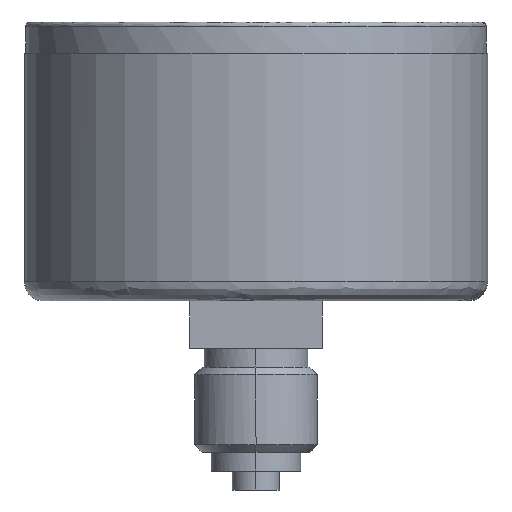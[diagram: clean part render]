
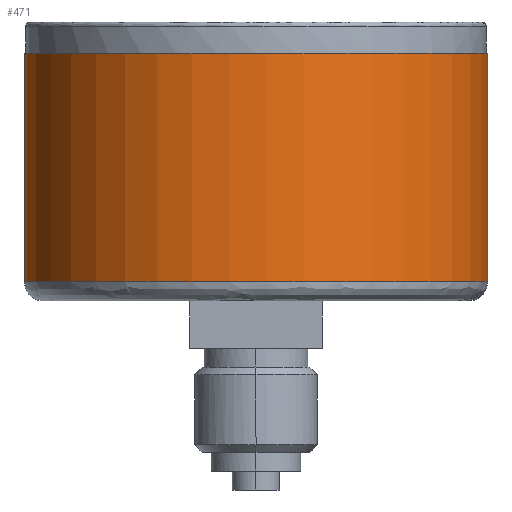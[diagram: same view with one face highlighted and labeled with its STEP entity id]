
A CAD part, left-side view. The second image highlights one B-rep face of the part: STEP entity #471.
In plain terms, the highlighted free-form (B-spline) face has degree [8, 1] with [9, 2] control points.
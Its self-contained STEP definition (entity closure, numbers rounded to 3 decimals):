
#169=CARTESIAN_POINT('Vertex',(0.,-24.5,-27.5)) ;
#180=CARTESIAN_POINT('Vertex',(0.,24.5,-27.5)) ;
#267=CARTESIAN_POINT('Control Point',(0.,24.5,-27.5)) ;
#268=CARTESIAN_POINT('Control Point',(-9.621,24.5,-27.5)) ;
#269=CARTESIAN_POINT('Control Point',(-19.242,20.184,-27.5)) ;
#270=CARTESIAN_POINT('Control Point',(-26.603,11.543,-27.5)) ;
#271=CARTESIAN_POINT('Control Point',(-29.443,0.,-27.5)) ;
#272=CARTESIAN_POINT('Control Point',(-26.603,-11.543,-27.5)) ;
#273=CARTESIAN_POINT('Control Point',(-19.242,-20.184,-27.5)) ;
#274=CARTESIAN_POINT('Control Point',(-9.621,-24.5,-27.5)) ;
#275=CARTESIAN_POINT('Control Point',(0.,-24.5,-27.5)) ;
#405=CARTESIAN_POINT('Control Point',(0.,24.5,-27.5)) ;
#406=CARTESIAN_POINT('Control Point',(0.,24.5,-3.3)) ;
#407=CARTESIAN_POINT('Vertex',(0.,24.5,-3.3)) ;
#420=CARTESIAN_POINT('Vertex',(0.,-24.5,-3.3)) ;
#424=CARTESIAN_POINT('Control Point',(0.,-24.5,-27.5)) ;
#425=CARTESIAN_POINT('Control Point',(0.,-24.5,-3.3)) ;
#436=CARTESIAN_POINT('Control Point',(1.538,24.452,-27.984)) ;
#437=CARTESIAN_POINT('Control Point',(1.538,24.452,-2.816)) ;
#438=CARTESIAN_POINT('Control Point',(-8.448,25.08,-27.984)) ;
#439=CARTESIAN_POINT('Control Point',(-8.448,25.08,-2.816)) ;
#440=CARTESIAN_POINT('Control Point',(-18.727,21.047,-27.984)) ;
#441=CARTESIAN_POINT('Control Point',(-18.727,21.047,-2.816)) ;
#442=CARTESIAN_POINT('Control Point',(-26.761,12.201,-27.984)) ;
#443=CARTESIAN_POINT('Control Point',(-26.761,12.201,-2.816)) ;
#444=CARTESIAN_POINT('Control Point',(-29.913,-0.003,-27.984)) ;
#445=CARTESIAN_POINT('Control Point',(-29.913,-0.003,-2.816)) ;
#446=CARTESIAN_POINT('Control Point',(-26.761,-12.197,-27.984)) ;
#447=CARTESIAN_POINT('Control Point',(-26.761,-12.197,-2.816)) ;
#448=CARTESIAN_POINT('Control Point',(-18.727,-21.047,-27.984)) ;
#449=CARTESIAN_POINT('Control Point',(-18.727,-21.047,-2.816)) ;
#450=CARTESIAN_POINT('Control Point',(-8.448,-25.08,-27.984)) ;
#451=CARTESIAN_POINT('Control Point',(-8.448,-25.08,-2.816)) ;
#452=CARTESIAN_POINT('Control Point',(1.538,-24.452,-27.984)) ;
#453=CARTESIAN_POINT('Control Point',(1.538,-24.452,-2.816)) ;
#455=CARTESIAN_POINT('Control Point',(0.,24.5,-3.3)) ;
#456=CARTESIAN_POINT('Control Point',(-9.621,24.5,-3.3)) ;
#457=CARTESIAN_POINT('Control Point',(-19.242,20.183,-3.3)) ;
#458=CARTESIAN_POINT('Control Point',(-26.602,11.551,-3.3)) ;
#459=CARTESIAN_POINT('Control Point',(-29.444,-0.002,-3.3)) ;
#460=CARTESIAN_POINT('Control Point',(-26.602,-11.548,-3.3)) ;
#461=CARTESIAN_POINT('Control Point',(-19.242,-20.182,-3.3)) ;
#462=CARTESIAN_POINT('Control Point',(-9.621,-24.5,-3.3)) ;
#463=CARTESIAN_POINT('Control Point',(0.,-24.5,-3.3)) ;
#276=EDGE_CURVE('',#181,#170,#266,.T.) ;
#409=EDGE_CURVE('',#181,#408,#404,.T.) ;
#426=EDGE_CURVE('',#170,#421,#423,.T.) ;
#464=EDGE_CURVE('',#408,#421,#454,.T.) ;
#466=ORIENTED_EDGE('',*,*,#426,.T.) ;
#467=ORIENTED_EDGE('',*,*,#464,.F.) ;
#468=ORIENTED_EDGE('',*,*,#409,.F.) ;
#469=ORIENTED_EDGE('',*,*,#276,.T.) ;
#465=EDGE_LOOP('',(#466,#467,#468,#469)) ;
#170=VERTEX_POINT('',#169) ;
#181=VERTEX_POINT('',#180) ;
#408=VERTEX_POINT('',#407) ;
#421=VERTEX_POINT('',#420) ;
#471=ADVANCED_FACE('MANIFOLD_SOLID_BREP #3923',(#470),#435,.T.) ;
#266=B_SPLINE_CURVE_WITH_KNOTS('',8,(#267,#268,#269,#270,#271,#272,#273,#274,#275),.UNSPECIFIED.,.F.,.U.,(9,9),(1.643,86.666),.UNSPECIFIED.) ;
#404=B_SPLINE_CURVE_WITH_KNOTS('',1,(#405,#406),.UNSPECIFIED.,.F.,.U.,(2,2),(3.475,27.675),.UNSPECIFIED.) ;
#423=B_SPLINE_CURVE_WITH_KNOTS('',1,(#424,#425),.UNSPECIFIED.,.F.,.U.,(2,2),(3.475,27.675),.UNSPECIFIED.) ;
#454=B_SPLINE_CURVE_WITH_KNOTS('',8,(#455,#456,#457,#458,#459,#460,#461,#462,#463),.UNSPECIFIED.,.F.,.U.,(9,9),(1.691,89.382),.UNSPECIFIED.) ;
#435=B_SPLINE_SURFACE_WITH_KNOTS('',8,1,((#436,#437),(#438,#439),(#440,#441),(#442,#443),(#444,#445),(#446,#447),(#448,#449),(#450,#451),(#452,#453)),.UNSPECIFIED.,.F.,.F.,.U.,(9,9),(2,2),(-0.063,91.136),(2.991,28.159),.UNSPECIFIED.) ;
#470=FACE_OUTER_BOUND('',#465,.T.) ;
